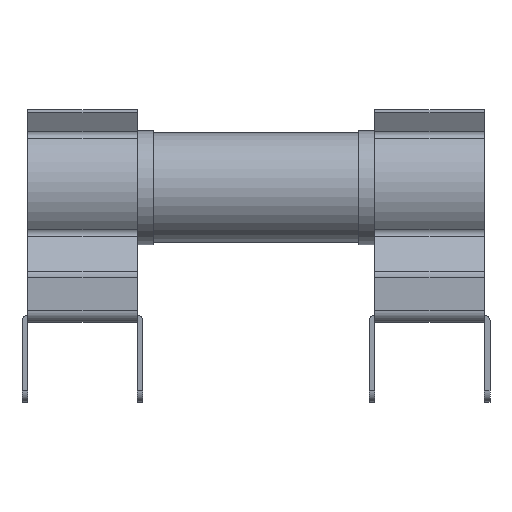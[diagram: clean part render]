
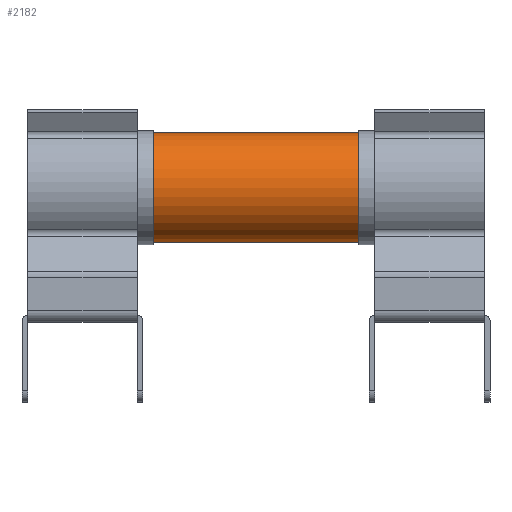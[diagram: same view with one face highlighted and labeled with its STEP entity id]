
A CAD part, left-side view. The second image highlights one B-rep face of the part: STEP entity #2182.
In plain terms, the highlighted cylindrical face has radius 2.4 mm (diameter 4.8 mm), a full revolution.
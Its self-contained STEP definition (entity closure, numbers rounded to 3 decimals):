
#2160 = EDGE_CURVE('',#2161,#2161,#2163,.T.);
#2161 = VERTEX_POINT('',#2162);
#2162 = CARTESIAN_POINT('',(2.4,-14.5,5.89));
#2163 = CIRCLE('',#2164,2.4);
#2164 = AXIS2_PLACEMENT_3D('',#2165,#2166,#2167);
#2165 = CARTESIAN_POINT('',(0.,-14.5,5.89));
#2166 = DIRECTION('',(0.,-1.,0.));
#2167 = DIRECTION('',(1.,0.,0.));
#2182 = ADVANCED_FACE('',(#2183),#2202,.T.);
#2183 = FACE_BOUND('',#2184,.F.);
#2184 = EDGE_LOOP('',(#2185,#2193,#2194,#2195));
#2185 = ORIENTED_EDGE('',*,*,#2186,.T.);
#2186 = EDGE_CURVE('',#2187,#2161,#2189,.T.);
#2187 = VERTEX_POINT('',#2188);
#2188 = CARTESIAN_POINT('',(2.4,-5.5,5.89));
#2189 = LINE('',#2190,#2191);
#2190 = CARTESIAN_POINT('',(2.4,-5.5,5.89));
#2191 = VECTOR('',#2192,1.);
#2192 = DIRECTION('',(0.,-1.,0.));
#2193 = ORIENTED_EDGE('',*,*,#2160,.T.);
#2194 = ORIENTED_EDGE('',*,*,#2186,.F.);
#2195 = ORIENTED_EDGE('',*,*,#2196,.F.);
#2196 = EDGE_CURVE('',#2187,#2187,#2197,.T.);
#2197 = CIRCLE('',#2198,2.4);
#2198 = AXIS2_PLACEMENT_3D('',#2199,#2200,#2201);
#2199 = CARTESIAN_POINT('',(0.,-5.5,5.89));
#2200 = DIRECTION('',(0.,-1.,0.));
#2201 = DIRECTION('',(1.,0.,0.));
#2202 = CYLINDRICAL_SURFACE('',#2203,2.4);
#2203 = AXIS2_PLACEMENT_3D('',#2204,#2205,#2206);
#2204 = CARTESIAN_POINT('',(0.,-5.5,5.89));
#2205 = DIRECTION('',(0.,1.,0.));
#2206 = DIRECTION('',(1.,0.,0.));
